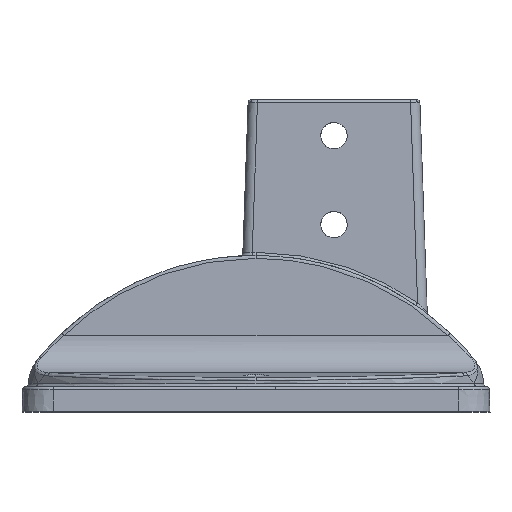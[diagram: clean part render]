
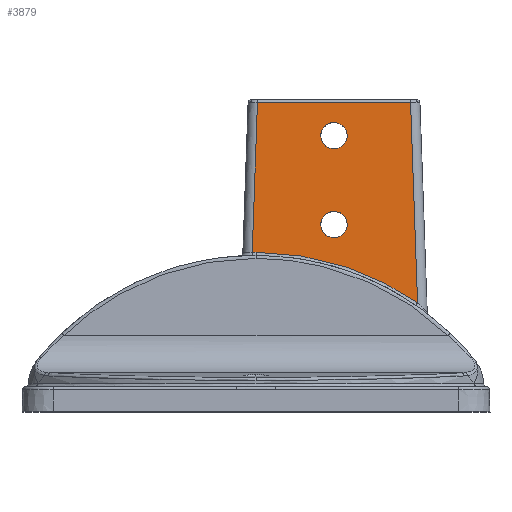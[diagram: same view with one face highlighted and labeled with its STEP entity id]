
A CAD part, top view. The second image highlights one B-rep face of the part: STEP entity #3879.
In plain terms, the highlighted planar face has unit normal (0, 0.035, 0.999).
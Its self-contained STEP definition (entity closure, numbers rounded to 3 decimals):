
#218 = ORIENTED_EDGE ( 'NONE', *, *, #9825, .T. ) ;
#645 = EDGE_CURVE ( 'NONE', #10716, #5752, #1973, .T. ) ;
#754 = CARTESIAN_POINT ( 'NONE',  ( -26.21, 51.075, 29.208 ) ) ;
#872 = PLANE ( 'NONE',  #8802 ) ;
#965 = EDGE_CURVE ( 'NONE', #5132, #10207, #2505, .T. ) ;
#1229 = DIRECTION ( 'NONE',  ( 0., -0.999, 0.035 ) ) ;
#1280 = DIRECTION ( 'NONE',  ( 0., 0.035, 0.999 ) ) ;
#1286 = ORIENTED_EDGE ( 'NONE', *, *, #4013, .T. ) ;
#1300 = ORIENTED_EDGE ( 'NONE', *, *, #4406, .T. ) ;
#1333 = CARTESIAN_POINT ( 'NONE',  ( 4.25, 60.001, 28.897 ) ) ;
#1346 = ORIENTED_EDGE ( 'NONE', *, *, #8667, .T. ) ;
#1973 = LINE ( 'NONE', #9868, #9066 ) ;
#2112 = CARTESIAN_POINT ( 'NONE',  ( -25., 51.084, 29.208 ) ) ;
#2121 = B_SPLINE_CURVE_WITH_KNOTS ( 'NONE', 3,
 ( #3110, #3121, #3044, #3027, #3000, #2986, #2975, #2962, #2959, #2942, #2925, #2913, #2910, #2894, #2868, #2854, #2835, #2824, #2819, #2804, #2799, #2787 ),
 .UNSPECIFIED., .F., .F.,
 ( 4, 1, 1, 1, 1, 2, 2, 2, 1, 1, 1, 1, 2, 2, 4 ),
 ( 0., 0.125, 0.187, 0.219, 0.234, 0.242, 0.25, 0.5, 0.625, 0.688, 0.719, 0.734, 0.742, 0.75, 1. ),
 .UNSPECIFIED. ) ;
#2144 = CARTESIAN_POINT ( 'NONE',  ( -25.403, 51.084, 29.208 ) ) ;
#2223 = CARTESIAN_POINT ( 'NONE',  ( -25.807, 51.081, 29.208 ) ) ;
#2240 = CARTESIAN_POINT ( 'NONE',  ( -26.21, 51.075, 29.208 ) ) ;
#2324 = ORIENTED_EDGE ( 'NONE', *, *, #8599, .T. ) ;
#2505 =( BOUNDED_CURVE ( )  B_SPLINE_CURVE ( 3, ( #2790, #2825, #2836, #2774 ),
 .UNSPECIFIED., .F., .F. ) 
 B_SPLINE_CURVE_WITH_KNOTS ( ( 4, 4 ),
 ( 4.712, 7.854 ),
 .UNSPECIFIED. ) 
 CURVE ( )  GEOMETRIC_REPRESENTATION_ITEM ( )  RATIONAL_B_SPLINE_CURVE ( ( 1., 0.333, 0.333, 1. ) ) 
 REPRESENTATION_ITEM ( '' )  );
#2774 = CARTESIAN_POINT ( 'NONE',  ( -4.25, 88.501, 27.902 ) ) ;
#2787 = CARTESIAN_POINT ( 'NONE',  ( 26.774, 34.919, 29.773 ) ) ;
#2790 = CARTESIAN_POINT ( 'NONE',  ( 4.25, 88.501, 27.902 ) ) ;
#2799 = CARTESIAN_POINT ( 'NONE',  ( 23.015, 37.521, 29.682 ) ) ;
#2804 = CARTESIAN_POINT ( 'NONE',  ( 19.081, 39.825, 29.601 ) ) ;
#2813 = FACE_BOUND ( 'NONE', #10090, .T. ) ;
#2819 = CARTESIAN_POINT ( 'NONE',  ( 14.846, 41.896, 29.529 ) ) ;
#2824 = CARTESIAN_POINT ( 'NONE',  ( 14.714, 41.96, 29.527 ) ) ;
#2825 = CARTESIAN_POINT ( 'NONE',  ( 4.25, 80.001, 28.198 ) ) ;
#2834 = VERTEX_POINT ( 'NONE', #754 ) ;
#2835 = CARTESIAN_POINT ( 'NONE',  ( 14.454, 42.086, 29.522 ) ) ;
#2836 = CARTESIAN_POINT ( 'NONE',  ( -4.25, 80.001, 28.198 ) ) ;
#2850 = CARTESIAN_POINT ( 'NONE',  ( -4.25, 60.001, 28.897 ) ) ;
#2853 = CARTESIAN_POINT ( 'NONE',  ( -4.25, 51.501, 29.194 ) ) ;
#2854 = CARTESIAN_POINT ( 'NONE',  ( 14.063, 42.274, 29.516 ) ) ;
#2868 = CARTESIAN_POINT ( 'NONE',  ( 13.149, 42.705, 29.501 ) ) ;
#2878 = CARTESIAN_POINT ( 'NONE',  ( -27.5, 100., 27.5 ) ) ;
#2881 = CARTESIAN_POINT ( 'NONE',  ( 4.25, 51.501, 29.194 ) ) ;
#2889 = CARTESIAN_POINT ( 'NONE',  ( 4.25, 60.001, 28.897 ) ) ;
#2894 = CARTESIAN_POINT ( 'NONE',  ( 11.31, 43.54, 29.472 ) ) ;
#2910 = CARTESIAN_POINT ( 'NONE',  ( 7.589, 45.103, 29.417 ) ) ;
#2913 = CARTESIAN_POINT ( 'NONE',  ( 4.327, 46.259, 29.377 ) ) ;
#2924 = CARTESIAN_POINT ( 'NONE',  ( 26.774, 34.919, 29.773 ) ) ;
#2925 = CARTESIAN_POINT ( 'NONE',  ( -2.295, 48.327, 29.304 ) ) ;
#2942 = CARTESIAN_POINT ( 'NONE',  ( -6.789, 49.363, 29.268 ) ) ;
#2945 = EDGE_LOOP ( 'NONE', ( #218, #2324 ) ) ;
#2959 = CARTESIAN_POINT ( 'NONE',  ( -11.505, 50.077, 29.243 ) ) ;
#2962 = CARTESIAN_POINT ( 'NONE',  ( -11.644, 50.098, 29.243 ) ) ;
#2975 = CARTESIAN_POINT ( 'NONE',  ( -11.927, 50.14, 29.241 ) ) ;
#2986 = CARTESIAN_POINT ( 'NONE',  ( -12.351, 50.201, 29.239 ) ) ;
#3000 = CARTESIAN_POINT ( 'NONE',  ( -13.341, 50.337, 29.234 ) ) ;
#3027 = CARTESIAN_POINT ( 'NONE',  ( -15.323, 50.58, 29.226 ) ) ;
#3044 = CARTESIAN_POINT ( 'NONE',  ( -19.295, 50.955, 29.213 ) ) ;
#3046 = ORIENTED_EDGE ( 'NONE', *, *, #7828, .T. ) ;
#3101 = VERTEX_POINT ( 'NONE', #1333 ) ;
#3110 = CARTESIAN_POINT ( 'NONE',  ( -25., 51.084, 29.208 ) ) ;
#3121 = CARTESIAN_POINT ( 'NONE',  ( -22.714, 51.084, 29.208 ) ) ;
#3877 = VERTEX_POINT ( 'NONE', #4039 ) ;
#3879 = ADVANCED_FACE ( 'NONE', ( #10317, #2813, #9368 ), #872, .T. ) ;
#4013 = EDGE_CURVE ( 'NONE', #10207, #5132, #8106, .T. ) ;
#4039 = CARTESIAN_POINT ( 'NONE',  ( -4.25, 60.001, 28.897 ) ) ;
#4063 = CARTESIAN_POINT ( 'NONE',  ( 4.25, 88.501, 27.902 ) ) ;
#4099 = CARTESIAN_POINT ( 'NONE',  ( -25., 51.084, 29.208 ) ) ;
#4290 = VERTEX_POINT ( 'NONE', #4099 ) ;
#4406 = EDGE_CURVE ( 'NONE', #9793, #10716, #5260, .T. ) ;
#5041 = EDGE_LOOP ( 'NONE', ( #11473, #3046, #1300, #11169, #1346 ) ) ;
#5132 = VERTEX_POINT ( 'NONE', #4063 ) ;
#5260 = LINE ( 'NONE', #7165, #11533 ) ;
#5752 = VERTEX_POINT ( 'NONE', #10371 ) ;
#7132 = DIRECTION ( 'NONE',  ( -0.035, 0.999, -0.035 ) ) ;
#7165 = CARTESIAN_POINT ( 'NONE',  ( 26.774, 34.919, 29.773 ) ) ;
#7349 = CARTESIAN_POINT ( 'NONE',  ( -4.25, 88.501, 27.902 ) ) ;
#7649 = LINE ( 'NONE', #8553, #10399 ) ;
#7651 = ORIENTED_EDGE ( 'NONE', *, *, #965, .T. ) ;
#7828 = EDGE_CURVE ( 'NONE', #4290, #9793, #2121, .T. ) ;
#8106 =( BOUNDED_CURVE ( )  B_SPLINE_CURVE ( 3, ( #11341, #11319, #10712, #10622 ),
 .UNSPECIFIED., .F., .F. ) 
 B_SPLINE_CURVE_WITH_KNOTS ( ( 4, 4 ),
 ( 1.571, 4.712 ),
 .UNSPECIFIED. ) 
 CURVE ( )  GEOMETRIC_REPRESENTATION_ITEM ( )  RATIONAL_B_SPLINE_CURVE ( ( 1., 0.333, 0.333, 1. ) ) 
 REPRESENTATION_ITEM ( '' )  );
#8379 = DIRECTION ( 'NONE',  ( -0.035, -0.999, 0.035 ) ) ;
#8533 = CARTESIAN_POINT ( 'NONE',  ( 4.25, 60.001, 28.897 ) ) ;
#8543 = CARTESIAN_POINT ( 'NONE',  ( 4.25, 68.501, 28.6 ) ) ;
#8553 = CARTESIAN_POINT ( 'NONE',  ( -24.536, 99.035, 27.534 ) ) ;
#8565 = CARTESIAN_POINT ( 'NONE',  ( -4.25, 60.001, 28.897 ) ) ;
#8599 = EDGE_CURVE ( 'NONE', #3877, #3101, #9324, .T. ) ;
#8667 = EDGE_CURVE ( 'NONE', #5752, #2834, #7649, .T. ) ;
#8802 = AXIS2_PLACEMENT_3D ( 'NONE', #2878, #1280, #1229 ) ;
#8866 = CARTESIAN_POINT ( 'NONE',  ( -4.25, 68.501, 28.6 ) ) ;
#9066 = VECTOR ( 'NONE', #9870, 1000. ) ;
#9324 =( BOUNDED_CURVE ( )  B_SPLINE_CURVE ( 3, ( #8565, #8866, #8543, #8533 ),
 .UNSPECIFIED., .F., .T. ) 
 B_SPLINE_CURVE_WITH_KNOTS ( ( 4, 4 ),
 ( 1.571, 4.712 ),
 .UNSPECIFIED. ) 
 CURVE ( )  GEOMETRIC_REPRESENTATION_ITEM ( )  RATIONAL_B_SPLINE_CURVE ( ( 1., 0.333, 0.333, 1. ) ) 
 REPRESENTATION_ITEM ( '' )  );
#9368 = FACE_BOUND ( 'NONE', #2945, .T. ) ;
#9507 = B_SPLINE_CURVE_WITH_KNOTS ( 'NONE', 3,
 ( #2240, #2223, #2144, #2112 ),
 .UNSPECIFIED., .F., .F.,
 ( 4, 4 ),
 ( 0., 1. ),
 .UNSPECIFIED. ) ;
#9642 = CARTESIAN_POINT ( 'NONE',  ( 24.536, 99.035, 27.534 ) ) ;
#9793 = VERTEX_POINT ( 'NONE', #2924 ) ;
#9825 = EDGE_CURVE ( 'NONE', #3101, #3877, #10251, .T. ) ;
#9868 = CARTESIAN_POINT ( 'NONE',  ( -27.5, 99.035, 27.534 ) ) ;
#9870 = DIRECTION ( 'NONE',  ( -1., 0., 0. ) ) ;
#10090 = EDGE_LOOP ( 'NONE', ( #7651, #1286 ) ) ;
#10207 = VERTEX_POINT ( 'NONE', #7349 ) ;
#10251 =( BOUNDED_CURVE ( )  B_SPLINE_CURVE ( 3, ( #2889, #2881, #2853, #2850 ),
 .UNSPECIFIED., .F., .F. ) 
 B_SPLINE_CURVE_WITH_KNOTS ( ( 4, 4 ),
 ( 4.712, 7.854 ),
 .UNSPECIFIED. ) 
 CURVE ( )  GEOMETRIC_REPRESENTATION_ITEM ( )  RATIONAL_B_SPLINE_CURVE ( ( 1., 0.333, 0.333, 1. ) ) 
 REPRESENTATION_ITEM ( '' )  );
#10317 = FACE_OUTER_BOUND ( 'NONE', #5041, .T. ) ;
#10371 = CARTESIAN_POINT ( 'NONE',  ( -24.536, 99.035, 27.534 ) ) ;
#10399 = VECTOR ( 'NONE', #8379, 1000. ) ;
#10622 = CARTESIAN_POINT ( 'NONE',  ( 4.25, 88.501, 27.902 ) ) ;
#10712 = CARTESIAN_POINT ( 'NONE',  ( 4.25, 97.001, 27.605 ) ) ;
#10716 = VERTEX_POINT ( 'NONE', #9642 ) ;
#11169 = ORIENTED_EDGE ( 'NONE', *, *, #645, .T. ) ;
#11319 = CARTESIAN_POINT ( 'NONE',  ( -4.25, 97.001, 27.605 ) ) ;
#11341 = CARTESIAN_POINT ( 'NONE',  ( -4.25, 88.501, 27.902 ) ) ;
#11473 = ORIENTED_EDGE ( 'NONE', *, *, #11580, .T. ) ;
#11533 = VECTOR ( 'NONE', #7132, 1000. ) ;
#11580 = EDGE_CURVE ( 'NONE', #2834, #4290, #9507, .T. ) ;
